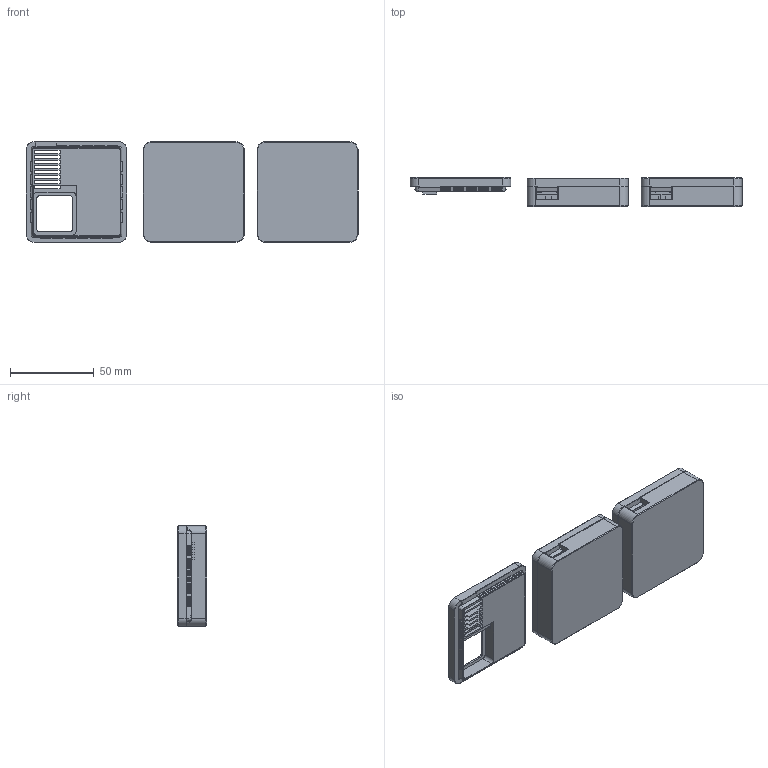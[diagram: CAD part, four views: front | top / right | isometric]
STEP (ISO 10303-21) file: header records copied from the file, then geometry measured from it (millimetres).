
FILE_DESCRIPTION(/* description */ (''),/* implementation_level */ '2;1');
FILE_NAME(/* name */ 'nRF52840 RACEBOX Mini v20.step',/* time_stamp */ '2026-01-28T19:32:32-05:00',/* author */ (''),/* organization */ (''),/* preprocessor_version */ 'ST-DEVELOPER v20.1',/* originating_system */ 'Autodesk Translation Framework v14.21.0.0',/* authorisation */ '');
FILE_SCHEMA (('AUTOMOTIVE_DESIGN { 1 0 10303 214 3 1 1 }'));
Length unit declared in the file: millimetre
Products named in the file (6): ESP Case Redesign; Lid 25mm gps; Lid 16mm gps_1; Lid 16mm gps_2; 5v converter; Base
Assembly tree (6 placements, depth 2):
  ESP Case Redesign
    Base  x2
    Lid 25mm gps
    Lid 16mm gps_1
    Lid 16mm gps_2
    5v converter
Bounding box: 198.29 x 17.4 x 60.3 mm (x, y, z)
Volume: 96174 mm3; surface area: 58002.2 mm2
Topology: 6 solids, 6 shells, 1204 faces, 3055 edges, 1913 vertices
Faces by surface type: plane 776, cylinder 268, cone 83, bspline 43, torus 24, sphere 10
Full cylindrical faces by diameter (mm): 3 x3
Entity records: 31339 total; most frequent: CARTESIAN_POINT 6746, ORIENTED_EDGE 5118, DIRECTION 4906, EDGE_CURVE 2559, LINE 2006, VECTOR 2006, VERTEX_POINT 1628, AXIS2_PLACEMENT_3D 1450
